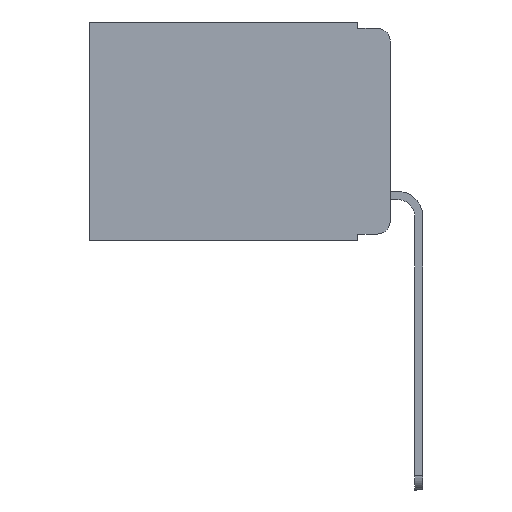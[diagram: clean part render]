
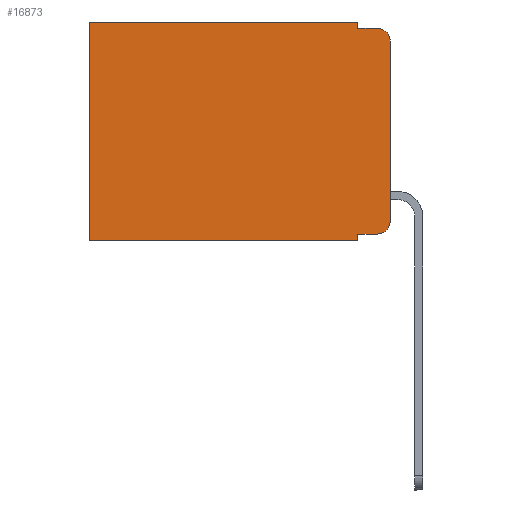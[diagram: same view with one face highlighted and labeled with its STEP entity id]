
A CAD part, left-side view. The second image highlights one B-rep face of the part: STEP entity #16873.
In plain terms, the highlighted planar face has unit normal (-1, 0, 0).
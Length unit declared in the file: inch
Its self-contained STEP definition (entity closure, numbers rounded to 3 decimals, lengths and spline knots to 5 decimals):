
#521 = EDGE_CURVE ( 'NONE', #4780, #6606, #17960, .T. ) ;
#1259 = EDGE_CURVE ( 'NONE', #18483, #4780, #10570, .T. ) ;
#1545 = ORIENTED_EDGE ( 'NONE', *, *, #8837, .T. ) ;
#1949 = VECTOR ( 'NONE', #5494, 39.37008 ) ;
#2426 = EDGE_LOOP ( 'NONE', ( #17646, #1545, #16562, #15045, #9415, #13806, #2488, #17769, #7863, #8160 ) ) ;
#2488 = ORIENTED_EDGE ( 'NONE', *, *, #521, .F. ) ;
#2532 = VECTOR ( 'NONE', #17432, 39.37008 ) ;
#2705 = DIRECTION ( 'NONE',  ( 0., 1., 0. ) ) ;
#3186 = EDGE_CURVE ( 'NONE', #18483, #12392, #11407, .T. ) ;
#3973 = CARTESIAN_POINT ( 'NONE',  ( 0.298, 0.473, 0. ) ) ;
#4096 = CARTESIAN_POINT ( 'NONE',  ( 0.298, 0.051, -0.333 ) ) ;
#4097 = EDGE_CURVE ( 'NONE', #6616, #6364, #7087, .T. ) ;
#4167 = CARTESIAN_POINT ( 'NONE',  ( 0.298, 0., 0. ) ) ;
#4780 = VERTEX_POINT ( 'NONE', #12198 ) ;
#4791 = EDGE_CURVE ( 'NONE', #12392, #15077, #16400, .T. ) ;
#5027 = PLANE ( 'NONE',  #7551 ) ;
#5386 = CARTESIAN_POINT ( 'NONE',  ( 0.298, 0.02, -0.313 ) ) ;
#5449 = DIRECTION ( 'NONE',  ( 0., 0., -1. ) ) ;
#5494 = DIRECTION ( 'NONE',  ( 0., 1., 0. ) ) ;
#6058 = CARTESIAN_POINT ( 'NONE',  ( 0.298, 0.051, 0. ) ) ;
#6364 = VERTEX_POINT ( 'NONE', #12788 ) ;
#6606 = VERTEX_POINT ( 'NONE', #16447 ) ;
#6616 = VERTEX_POINT ( 'NONE', #16317 ) ;
#6661 = CARTESIAN_POINT ( 'NONE',  ( 0.298, 0.051, 0. ) ) ;
#6673 = DIRECTION ( 'NONE',  ( 0., -1., 0. ) ) ;
#6897 = FACE_OUTER_BOUND ( 'NONE', #2426, .T. ) ;
#6943 = VECTOR ( 'NONE', #15327, 39.37008 ) ;
#7087 = LINE ( 'NONE', #15357, #8645 ) ;
#7405 = LINE ( 'NONE', #6661, #18167 ) ;
#7551 = AXIS2_PLACEMENT_3D ( 'NONE', #15233, #18490, #14124 ) ;
#7574 = CARTESIAN_POINT ( 'NONE',  ( 0.298, 0.051, -0.333 ) ) ;
#7703 = EDGE_CURVE ( 'NONE', #12363, #15077, #9873, .T. ) ;
#7725 = DIRECTION ( 'NONE',  ( 0., 0., -1. ) ) ;
#7838 = CARTESIAN_POINT ( 'NONE',  ( 0.298, 0., 0. ) ) ;
#7863 = ORIENTED_EDGE ( 'NONE', *, *, #3186, .T. ) ;
#8143 = EDGE_CURVE ( 'NONE', #9169, #6606, #13296, .T. ) ;
#8160 = ORIENTED_EDGE ( 'NONE', *, *, #4791, .T. ) ;
#8645 = VECTOR ( 'NONE', #6673, 39.37008 ) ;
#8837 = EDGE_CURVE ( 'NONE', #12363, #6364, #10523, .T. ) ;
#9169 = VERTEX_POINT ( 'NONE', #3973 ) ;
#9305 = CARTESIAN_POINT ( 'NONE',  ( 0.298, 0.02, -0.03 ) ) ;
#9415 = ORIENTED_EDGE ( 'NONE', *, *, #12090, .T. ) ;
#9873 = LINE ( 'NONE', #7838, #6943 ) ;
#10523 = CIRCLE ( 'NONE', #14191, 0.02 ) ;
#10561 = VECTOR ( 'NONE', #13587, 39.37008 ) ;
#10570 = LINE ( 'NONE', #6058, #13549 ) ;
#10604 = DIRECTION ( 'NONE',  ( -1., 0., 0. ) ) ;
#11270 = CARTESIAN_POINT ( 'NONE',  ( 0.298, 0., -0.343 ) ) ;
#11407 = LINE ( 'NONE', #4096, #2532 ) ;
#12090 = EDGE_CURVE ( 'NONE', #15280, #9169, #12258, .T. ) ;
#12117 = CARTESIAN_POINT ( 'NONE',  ( 0.298, 0., -0.03 ) ) ;
#12198 = CARTESIAN_POINT ( 'NONE',  ( 0.298, 0.051, -0.343 ) ) ;
#12258 = LINE ( 'NONE', #4167, #13866 ) ;
#12363 = VERTEX_POINT ( 'NONE', #12117 ) ;
#12392 = VERTEX_POINT ( 'NONE', #16655 ) ;
#12788 = CARTESIAN_POINT ( 'NONE',  ( 0.298, 0.02, -0.01 ) ) ;
#13296 = LINE ( 'NONE', #13458, #10561 ) ;
#13376 = DIRECTION ( 'NONE',  ( 0., 0., -1. ) ) ;
#13449 = AXIS2_PLACEMENT_3D ( 'NONE', #5386, #18478, #5449 ) ;
#13458 = CARTESIAN_POINT ( 'NONE',  ( 0.298, 0.473, 0. ) ) ;
#13549 = VECTOR ( 'NONE', #13376, 39.37008 ) ;
#13587 = DIRECTION ( 'NONE',  ( 0., 0., -1. ) ) ;
#13806 = ORIENTED_EDGE ( 'NONE', *, *, #8143, .T. ) ;
#13866 = VECTOR ( 'NONE', #2705, 39.37008 ) ;
#13904 = EDGE_CURVE ( 'NONE', #15280, #6616, #7405, .T. ) ;
#14124 = DIRECTION ( 'NONE',  ( 0., 0., -1. ) ) ;
#14191 = AXIS2_PLACEMENT_3D ( 'NONE', #9305, #10604, #7725 ) ;
#15045 = ORIENTED_EDGE ( 'NONE', *, *, #13904, .F. ) ;
#15077 = VERTEX_POINT ( 'NONE', #16683 ) ;
#15233 = CARTESIAN_POINT ( 'NONE',  ( 0.298, 0., 0. ) ) ;
#15280 = VERTEX_POINT ( 'NONE', #15677 ) ;
#15327 = DIRECTION ( 'NONE',  ( 0., 0., -1. ) ) ;
#15357 = CARTESIAN_POINT ( 'NONE',  ( 0.298, 0.051, -0.01 ) ) ;
#15535 = DIRECTION ( 'NONE',  ( 0., 0., -1. ) ) ;
#15677 = CARTESIAN_POINT ( 'NONE',  ( 0.298, 0.051, 0. ) ) ;
#16317 = CARTESIAN_POINT ( 'NONE',  ( 0.298, 0.051, -0.01 ) ) ;
#16400 = CIRCLE ( 'NONE', #13449, 0.02 ) ;
#16447 = CARTESIAN_POINT ( 'NONE',  ( 0.298, 0.473, -0.343 ) ) ;
#16562 = ORIENTED_EDGE ( 'NONE', *, *, #4097, .F. ) ;
#16655 = CARTESIAN_POINT ( 'NONE',  ( 0.298, 0.02, -0.333 ) ) ;
#16683 = CARTESIAN_POINT ( 'NONE',  ( 0.298, 0., -0.313 ) ) ;
#16873 = ADVANCED_FACE ( 'NONE', ( #6897 ), #5027, .F. ) ;
#17432 = DIRECTION ( 'NONE',  ( 0., -1., 0. ) ) ;
#17646 = ORIENTED_EDGE ( 'NONE', *, *, #7703, .F. ) ;
#17769 = ORIENTED_EDGE ( 'NONE', *, *, #1259, .F. ) ;
#17960 = LINE ( 'NONE', #11270, #1949 ) ;
#18167 = VECTOR ( 'NONE', #15535, 39.37008 ) ;
#18478 = DIRECTION ( 'NONE',  ( -1., 0., 0. ) ) ;
#18483 = VERTEX_POINT ( 'NONE', #7574 ) ;
#18490 = DIRECTION ( 'NONE',  ( 1., 0., 0. ) ) ;
